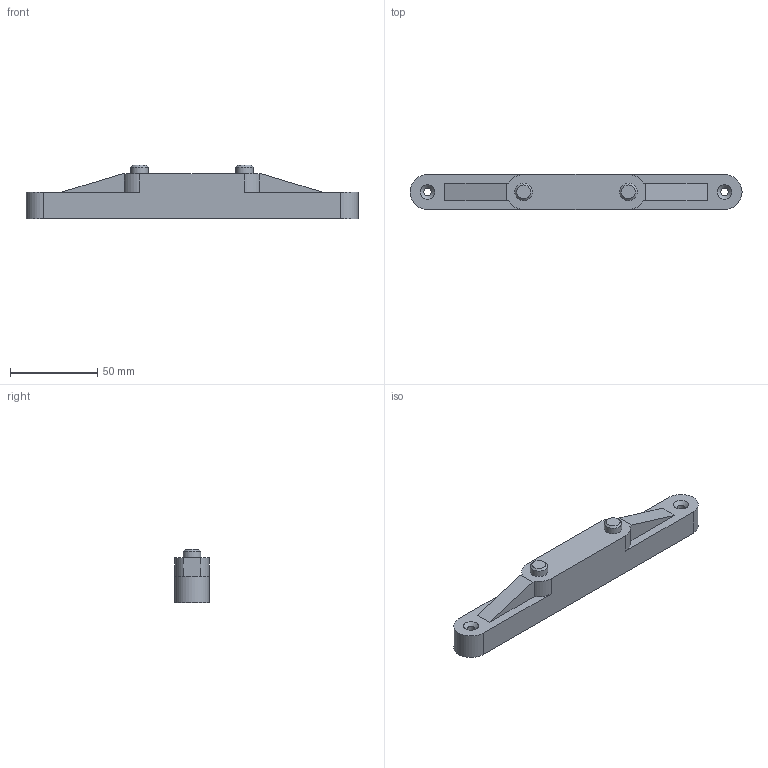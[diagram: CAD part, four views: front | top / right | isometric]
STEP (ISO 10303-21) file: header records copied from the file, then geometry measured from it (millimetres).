
FILE_DESCRIPTION(/* description */ ('','CAx-IF Rec.Pracs.---Representation and Presentation of Product Manufacturing Information (PMI)---4.0---2014-10-13'),/* implementation_level */ '2;1');
FILE_NAME(/* name */ 'MK2_bracket-inlet_REV2.stp',/* time_stamp */ '2024-09-14T20:01:22+02:00',/* author */ ('admin'),/* organization */ (''),/* preprocessor_version */ 'ST-DEVELOPER v18.1',/* originating_system */ 'Autodesk Inventor 2021',/* authorisation */ '');
FILE_SCHEMA (('AP242_MANAGED_MODEL_BASED_3D_ENGINEERING_MIM_LF { 1 0 10303 442 1 1 4 }'));
Length unit declared in the file: millimetre
Products named in the file (1): MK2_EU_REV_2_bracket-inlet
Bounding box: 190 x 20 x 30.49 mm (x, y, z)
Volume: 75901.6 mm3; surface area: 16638.1 mm2
Topology: 1 solids, 1 shells, 28 faces, 68 edges, 44 vertices
Faces by surface type: plane 14, cylinder 10, cone 4
Full cylindrical faces by diameter (mm): 4.5 x2, 10 x2
Entity records: 873 total; most frequent: DIRECTION 150, CARTESIAN_POINT 141, ORIENTED_EDGE 136, EDGE_CURVE 68, AXIS2_PLACEMENT_3D 53, LINE 44, VECTOR 44, VERTEX_POINT 44
